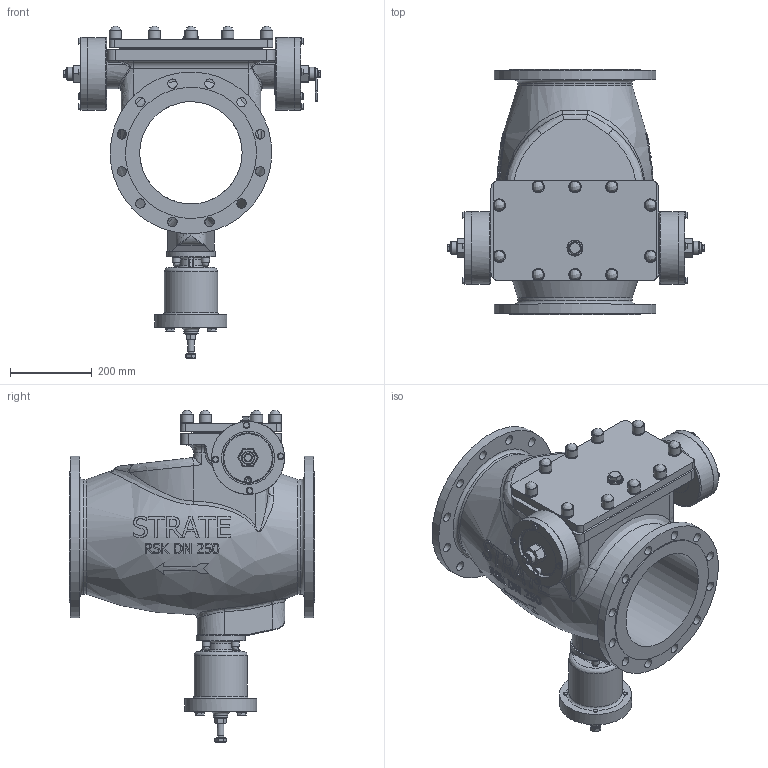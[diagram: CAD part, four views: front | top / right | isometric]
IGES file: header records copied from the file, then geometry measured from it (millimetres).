
Global section: file name: RSK DN 250 FTUD; native system: Autodesk Inventor 2018; preprocessor: unknown; author: A.Unrein; date: 20190704.152417; units: millimetre
Bounding box: 629.3 x 600 x 811.3 mm (x, y, z)
Volume: 41181204.8 mm3; surface area: 2279748.9 mm2
Topology: 3 solids, 3 shells, 1219 faces, 3109 edges, 2025 vertices
Faces by surface type: bspline 1219
